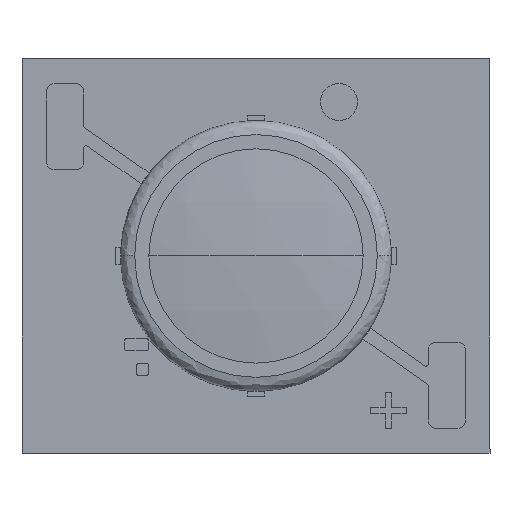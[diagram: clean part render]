
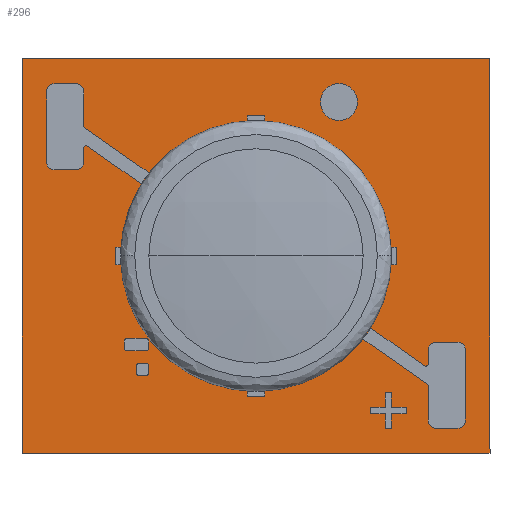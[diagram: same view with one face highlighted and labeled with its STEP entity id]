
A CAD part, top view. The second image highlights one B-rep face of the part: STEP entity #296.
In plain terms, the highlighted planar face has unit normal (0, 0, 1).
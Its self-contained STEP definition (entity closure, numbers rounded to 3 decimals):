
#9 = DIRECTION ( 'NONE',  ( 0., 1., 0. ) ) ;
#73 = CARTESIAN_POINT ( 'NONE',  ( 9.5, -8., 1. ) ) ;
#200 = ORIENTED_EDGE ( 'NONE', *, *, #956, .T. ) ;
#222 = VECTOR ( 'NONE', #1496, 1000. ) ;
#296 = ADVANCED_FACE ( 'NONE', ( #3513 ), #2212, .F. ) ;
#372 = VERTEX_POINT ( 'NONE', #3686 ) ;
#428 = AXIS2_PLACEMENT_3D ( 'NONE', #3325, #456, #2198 ) ;
#456 = DIRECTION ( 'NONE',  ( 0., 0., -1. ) ) ;
#496 = EDGE_CURVE ( 'NONE', #1218, #3077, #3191, .T. ) ;
#608 = EDGE_LOOP ( 'NONE', ( #1974, #200, #2432, #1491 ) ) ;
#711 = CARTESIAN_POINT ( 'NONE',  ( -9.5, 8., 1. ) ) ;
#732 = LINE ( 'NONE', #932, #222 ) ;
#932 = CARTESIAN_POINT ( 'NONE',  ( -9.5, -8., 1. ) ) ;
#956 = EDGE_CURVE ( 'NONE', #372, #3315, #2543, .T. ) ;
#1042 = VECTOR ( 'NONE', #9, 1000. ) ;
#1218 = VERTEX_POINT ( 'NONE', #2790 ) ;
#1256 = VECTOR ( 'NONE', #2564, 1000. ) ;
#1491 = ORIENTED_EDGE ( 'NONE', *, *, #496, .T. ) ;
#1496 = DIRECTION ( 'NONE',  ( 0., -1., 0. ) ) ;
#1608 = VECTOR ( 'NONE', #2108, 1000. ) ;
#1652 = CARTESIAN_POINT ( 'NONE',  ( -9.5, 8., 1. ) ) ;
#1766 = CARTESIAN_POINT ( 'NONE',  ( 9.5, -8., 1. ) ) ;
#1974 = ORIENTED_EDGE ( 'NONE', *, *, #2937, .T. ) ;
#2108 = DIRECTION ( 'NONE',  ( -1., 0., 0. ) ) ;
#2198 = DIRECTION ( 'NONE',  ( -1., 0., 0. ) ) ;
#2212 = PLANE ( 'NONE',  #428 ) ;
#2432 = ORIENTED_EDGE ( 'NONE', *, *, #3105, .T. ) ;
#2543 = LINE ( 'NONE', #711, #1608 ) ;
#2564 = DIRECTION ( 'NONE',  ( 1., 0., 0. ) ) ;
#2790 = CARTESIAN_POINT ( 'NONE',  ( -9.5, -8., 1. ) ) ;
#2819 = LINE ( 'NONE', #1766, #1042 ) ;
#2937 = EDGE_CURVE ( 'NONE', #3077, #372, #2819, .T. ) ;
#3077 = VERTEX_POINT ( 'NONE', #73 ) ;
#3105 = EDGE_CURVE ( 'NONE', #3315, #1218, #732, .T. ) ;
#3191 = LINE ( 'NONE', #3384, #1256 ) ;
#3315 = VERTEX_POINT ( 'NONE', #1652 ) ;
#3325 = CARTESIAN_POINT ( 'NONE',  ( 0., 0., 1. ) ) ;
#3384 = CARTESIAN_POINT ( 'NONE',  ( -9.5, -8., 1. ) ) ;
#3513 = FACE_OUTER_BOUND ( 'NONE', #608, .T. ) ;
#3686 = CARTESIAN_POINT ( 'NONE',  ( 9.5, 8., 1. ) ) ;
